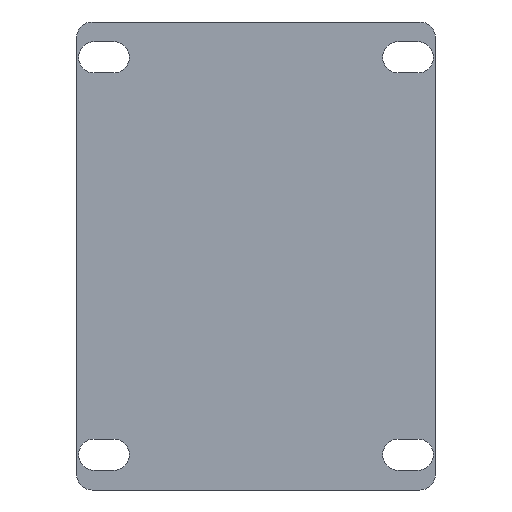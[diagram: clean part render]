
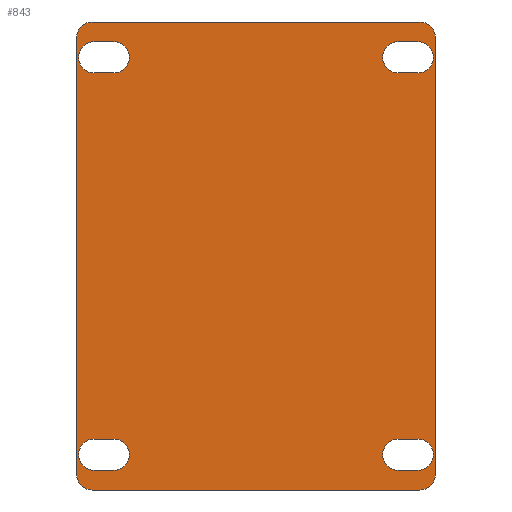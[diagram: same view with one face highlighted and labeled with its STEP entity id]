
A CAD part, front view. The second image highlights one B-rep face of the part: STEP entity #843.
In plain terms, the highlighted planar face has unit normal (0, -1, 0).
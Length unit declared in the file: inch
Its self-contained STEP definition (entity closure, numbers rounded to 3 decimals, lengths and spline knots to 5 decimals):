
#19=FACE_BOUND('',#150,.T.);
#20=FACE_BOUND('',#151,.T.);
#21=FACE_BOUND('',#152,.T.);
#22=FACE_BOUND('',#153,.T.);
#31=CIRCLE('',#889,0.03937);
#33=CIRCLE('',#893,0.03937);
#35=CIRCLE('',#897,0.03937);
#37=CIRCLE('',#901,0.03937);
#39=CIRCLE('',#905,0.03937);
#41=CIRCLE('',#909,0.03937);
#43=CIRCLE('',#913,0.03937);
#45=CIRCLE('',#917,0.03937);
#48=CIRCLE('',#921,0.03937);
#49=CIRCLE('',#924,0.03937);
#50=CIRCLE('',#925,0.03937);
#51=CIRCLE('',#926,0.03937);
#103=FACE_OUTER_BOUND('',#149,.T.);
#149=EDGE_LOOP('',(#629,#630,#631,#632,#633,#634,#635,#636));
#150=EDGE_LOOP('',(#637,#638,#639,#640));
#151=EDGE_LOOP('',(#641,#642,#643,#644));
#152=EDGE_LOOP('',(#645,#646,#647,#648));
#153=EDGE_LOOP('',(#649,#650,#651,#652));
#189=LINE('',#1223,#273);
#194=LINE('',#1237,#278);
#197=LINE('',#1247,#281);
#202=LINE('',#1261,#286);
#205=LINE('',#1271,#289);
#210=LINE('',#1285,#294);
#213=LINE('',#1295,#297);
#218=LINE('',#1309,#302);
#223=LINE('',#1327,#307);
#226=LINE('',#1333,#310);
#227=LINE('',#1337,#311);
#228=LINE('',#1341,#312);
#273=VECTOR('',#973,0.3937);
#278=VECTOR('',#986,0.3937);
#281=VECTOR('',#997,0.3937);
#286=VECTOR('',#1010,0.3937);
#289=VECTOR('',#1021,0.3937);
#294=VECTOR('',#1034,0.3937);
#297=VECTOR('',#1045,0.3937);
#302=VECTOR('',#1058,0.3937);
#307=VECTOR('',#1077,0.3937);
#310=VECTOR('',#1082,0.3937);
#311=VECTOR('',#1085,0.3937);
#312=VECTOR('',#1088,0.3937);
#357=VERTEX_POINT('',#1221);
#358=VERTEX_POINT('',#1222);
#361=VERTEX_POINT('',#1230);
#363=VERTEX_POINT('',#1236);
#365=VERTEX_POINT('',#1245);
#366=VERTEX_POINT('',#1246);
#369=VERTEX_POINT('',#1254);
#371=VERTEX_POINT('',#1260);
#373=VERTEX_POINT('',#1269);
#374=VERTEX_POINT('',#1270);
#377=VERTEX_POINT('',#1278);
#379=VERTEX_POINT('',#1284);
#381=VERTEX_POINT('',#1293);
#382=VERTEX_POINT('',#1294);
#385=VERTEX_POINT('',#1302);
#387=VERTEX_POINT('',#1308);
#391=VERTEX_POINT('',#1320);
#392=VERTEX_POINT('',#1322);
#393=VERTEX_POINT('',#1326);
#395=VERTEX_POINT('',#1332);
#396=VERTEX_POINT('',#1334);
#397=VERTEX_POINT('',#1336);
#398=VERTEX_POINT('',#1338);
#399=VERTEX_POINT('',#1340);
#437=EDGE_CURVE('',#357,#358,#189,.T.);
#441=EDGE_CURVE('',#358,#361,#31,.T.);
#444=EDGE_CURVE('',#361,#363,#194,.T.);
#447=EDGE_CURVE('',#363,#357,#33,.T.);
#449=EDGE_CURVE('',#365,#366,#197,.T.);
#453=EDGE_CURVE('',#366,#369,#35,.T.);
#456=EDGE_CURVE('',#369,#371,#202,.T.);
#459=EDGE_CURVE('',#371,#365,#37,.T.);
#461=EDGE_CURVE('',#373,#374,#205,.T.);
#465=EDGE_CURVE('',#374,#377,#39,.T.);
#468=EDGE_CURVE('',#377,#379,#210,.T.);
#471=EDGE_CURVE('',#379,#373,#41,.T.);
#473=EDGE_CURVE('',#381,#382,#213,.T.);
#477=EDGE_CURVE('',#382,#385,#43,.T.);
#480=EDGE_CURVE('',#385,#387,#218,.T.);
#483=EDGE_CURVE('',#387,#381,#45,.T.);
#487=EDGE_CURVE('',#391,#392,#48,.T.);
#489=EDGE_CURVE('',#392,#393,#223,.T.);
#492=EDGE_CURVE('',#395,#391,#226,.T.);
#493=EDGE_CURVE('',#396,#395,#49,.T.);
#494=EDGE_CURVE('',#397,#396,#227,.T.);
#495=EDGE_CURVE('',#398,#397,#50,.T.);
#496=EDGE_CURVE('',#399,#398,#228,.T.);
#497=EDGE_CURVE('',#393,#399,#51,.T.);
#629=ORIENTED_EDGE('',*,*,#487,.F.);
#630=ORIENTED_EDGE('',*,*,#492,.F.);
#631=ORIENTED_EDGE('',*,*,#493,.F.);
#632=ORIENTED_EDGE('',*,*,#494,.F.);
#633=ORIENTED_EDGE('',*,*,#495,.F.);
#634=ORIENTED_EDGE('',*,*,#496,.F.);
#635=ORIENTED_EDGE('',*,*,#497,.F.);
#636=ORIENTED_EDGE('',*,*,#489,.F.);
#637=ORIENTED_EDGE('',*,*,#437,.T.);
#638=ORIENTED_EDGE('',*,*,#441,.T.);
#639=ORIENTED_EDGE('',*,*,#444,.T.);
#640=ORIENTED_EDGE('',*,*,#447,.T.);
#641=ORIENTED_EDGE('',*,*,#449,.T.);
#642=ORIENTED_EDGE('',*,*,#453,.T.);
#643=ORIENTED_EDGE('',*,*,#456,.T.);
#644=ORIENTED_EDGE('',*,*,#459,.T.);
#645=ORIENTED_EDGE('',*,*,#461,.T.);
#646=ORIENTED_EDGE('',*,*,#465,.T.);
#647=ORIENTED_EDGE('',*,*,#468,.T.);
#648=ORIENTED_EDGE('',*,*,#471,.T.);
#649=ORIENTED_EDGE('',*,*,#473,.T.);
#650=ORIENTED_EDGE('',*,*,#477,.T.);
#651=ORIENTED_EDGE('',*,*,#480,.T.);
#652=ORIENTED_EDGE('',*,*,#483,.T.);
#806=PLANE('',#923);
#843=ADVANCED_FACE('',(#103,#19,#20,#21,#22),#806,.F.);
#889=AXIS2_PLACEMENT_3D('',#1231,#979,#980);
#893=AXIS2_PLACEMENT_3D('',#1242,#991,#992);
#897=AXIS2_PLACEMENT_3D('',#1255,#1003,#1004);
#901=AXIS2_PLACEMENT_3D('',#1266,#1015,#1016);
#905=AXIS2_PLACEMENT_3D('',#1279,#1027,#1028);
#909=AXIS2_PLACEMENT_3D('',#1290,#1039,#1040);
#913=AXIS2_PLACEMENT_3D('',#1303,#1051,#1052);
#917=AXIS2_PLACEMENT_3D('',#1314,#1063,#1064);
#921=AXIS2_PLACEMENT_3D('',#1323,#1072,#1073);
#923=AXIS2_PLACEMENT_3D('',#1331,#1080,#1081);
#924=AXIS2_PLACEMENT_3D('',#1335,#1083,#1084);
#925=AXIS2_PLACEMENT_3D('',#1339,#1086,#1087);
#926=AXIS2_PLACEMENT_3D('',#1342,#1089,#1090);
#973=DIRECTION('',(1.,0.,0.));
#979=DIRECTION('center_axis',(0.,1.,0.));
#980=DIRECTION('ref_axis',(0.,0.,1.));
#986=DIRECTION('',(-1.,0.,0.));
#991=DIRECTION('center_axis',(0.,1.,0.));
#992=DIRECTION('ref_axis',(0.,0.,-1.));
#997=DIRECTION('',(-1.,0.,0.));
#1003=DIRECTION('center_axis',(0.,1.,0.));
#1004=DIRECTION('ref_axis',(0.,0.,-1.));
#1010=DIRECTION('',(1.,0.,0.));
#1015=DIRECTION('center_axis',(0.,1.,0.));
#1016=DIRECTION('ref_axis',(0.,0.,1.));
#1021=DIRECTION('',(-1.,0.,0.));
#1027=DIRECTION('center_axis',(0.,1.,0.));
#1028=DIRECTION('ref_axis',(0.,0.,-1.));
#1034=DIRECTION('',(1.,0.,0.));
#1039=DIRECTION('center_axis',(0.,1.,0.));
#1040=DIRECTION('ref_axis',(0.,0.,1.));
#1045=DIRECTION('',(1.,0.,0.));
#1051=DIRECTION('center_axis',(0.,1.,0.));
#1052=DIRECTION('ref_axis',(0.,0.,1.));
#1058=DIRECTION('',(-1.,0.,0.));
#1063=DIRECTION('center_axis',(0.,1.,0.));
#1064=DIRECTION('ref_axis',(0.,0.,-1.));
#1072=DIRECTION('center_axis',(0.,1.,0.));
#1073=DIRECTION('ref_axis',(-0.707,0.,-0.707));
#1077=DIRECTION('',(0.,0.,1.));
#1080=DIRECTION('center_axis',(0.,1.,0.));
#1081=DIRECTION('ref_axis',(1.,0.,0.));
#1082=DIRECTION('',(-1.,0.,0.));
#1083=DIRECTION('center_axis',(0.,1.,0.));
#1084=DIRECTION('ref_axis',(0.707,0.,-0.707));
#1085=DIRECTION('',(0.,0.,-1.));
#1086=DIRECTION('center_axis',(0.,1.,0.));
#1087=DIRECTION('ref_axis',(0.707,0.,0.707));
#1088=DIRECTION('',(1.,0.,0.));
#1089=DIRECTION('center_axis',(0.,1.,0.));
#1090=DIRECTION('ref_axis',(-0.707,0.,0.707));
#1221=CARTESIAN_POINT('',(0.18209,0.,-1.90318));
#1222=CARTESIAN_POINT('',(0.2313,0.,-1.90318));
#1223=CARTESIAN_POINT('',(0.41093,0.,-1.90318));
#1230=CARTESIAN_POINT('',(0.2313,0.,-1.98192));
#1231=CARTESIAN_POINT('Origin',(0.2313,0.,-1.94255));
#1236=CARTESIAN_POINT('',(0.18209,0.,-1.98192));
#1237=CARTESIAN_POINT('',(0.38632,0.,-1.98192));
#1242=CARTESIAN_POINT('Origin',(0.18209,0.,-1.94255));
#1245=CARTESIAN_POINT('',(0.99902,0.,-1.98192));
#1246=CARTESIAN_POINT('',(0.9498,0.,-1.98192));
#1247=CARTESIAN_POINT('',(0.77018,0.,-1.98192));
#1254=CARTESIAN_POINT('',(0.9498,0.,-1.90318));
#1255=CARTESIAN_POINT('Origin',(0.9498,0.,-1.94255));
#1260=CARTESIAN_POINT('',(0.99902,0.,-1.90318));
#1261=CARTESIAN_POINT('',(0.79478,0.,-1.90318));
#1266=CARTESIAN_POINT('Origin',(0.99902,0.,-1.94255));
#1269=CARTESIAN_POINT('',(0.2313,0.,-0.97921));
#1270=CARTESIAN_POINT('',(0.18209,0.,-0.97921));
#1271=CARTESIAN_POINT('',(0.38632,0.,-0.97921));
#1278=CARTESIAN_POINT('',(0.18209,0.,-0.90047));
#1279=CARTESIAN_POINT('Origin',(0.18209,0.,-0.93984));
#1284=CARTESIAN_POINT('',(0.2313,0.,-0.90047));
#1285=CARTESIAN_POINT('',(0.41093,0.,-0.90047));
#1290=CARTESIAN_POINT('Origin',(0.2313,0.,-0.93984));
#1293=CARTESIAN_POINT('',(0.9498,0.,-0.90047));
#1294=CARTESIAN_POINT('',(0.99902,0.,-0.90047));
#1295=CARTESIAN_POINT('',(0.79478,0.,-0.90047));
#1302=CARTESIAN_POINT('',(0.99902,0.,-0.97921));
#1303=CARTESIAN_POINT('Origin',(0.99902,0.,-0.93984));
#1308=CARTESIAN_POINT('',(0.9498,0.,-0.97921));
#1309=CARTESIAN_POINT('',(0.77018,0.,-0.97921));
#1314=CARTESIAN_POINT('Origin',(0.9498,0.,-0.93984));
#1320=CARTESIAN_POINT('',(0.17717,0.,-2.03175));
#1322=CARTESIAN_POINT('',(0.1378,0.,-1.99238));
#1323=CARTESIAN_POINT('Origin',(0.17717,0.,
-1.99238));
#1326=CARTESIAN_POINT('',(0.1378,0.,-0.89002));
#1327=CARTESIAN_POINT('',(0.1378,0.,-2.03175));
#1331=CARTESIAN_POINT('Origin',(0.59055,0.,
-1.4412));
#1332=CARTESIAN_POINT('',(1.00394,0.,-2.03175));
#1333=CARTESIAN_POINT('',(1.04331,0.,-2.03175));
#1334=CARTESIAN_POINT('',(1.04331,0.,-1.99238));
#1335=CARTESIAN_POINT('Origin',(1.00394,0.,
-1.99238));
#1336=CARTESIAN_POINT('',(1.04331,0.,-0.89002));
#1337=CARTESIAN_POINT('',(1.04331,0.,-0.85065));
#1338=CARTESIAN_POINT('',(1.00394,0.,-0.85065));
#1339=CARTESIAN_POINT('Origin',(1.00394,0.,
-0.89002));
#1340=CARTESIAN_POINT('',(0.17717,0.,-0.85065));
#1341=CARTESIAN_POINT('',(0.1378,0.,-0.85065));
#1342=CARTESIAN_POINT('Origin',(0.17717,0.,
-0.89002));
